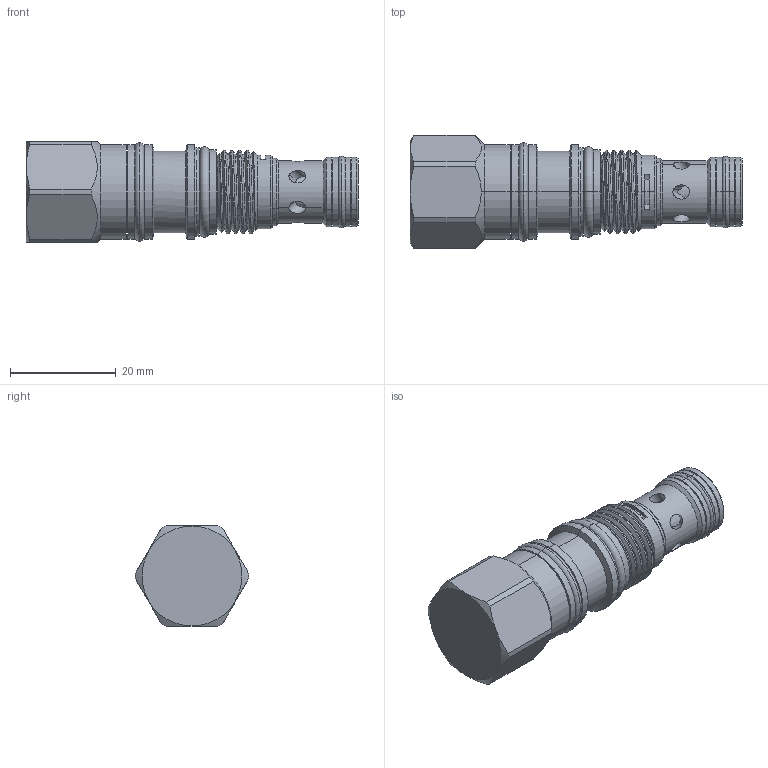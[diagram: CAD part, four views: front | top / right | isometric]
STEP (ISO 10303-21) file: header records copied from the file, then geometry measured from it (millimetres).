
FILE_DESCRIPTION (( 'STEP AP214' ), '1' );
FILE_NAME ('CO163A30(3C)-N.STEP', '2016-04-15T06:34:09', ( '' ), ( '' ), 'SwSTEP 2.0', 'SolidWorks 2012', '' );
FILE_SCHEMA (( 'AUTOMOTIVE_DESIGN' ));
Length unit declared in the file: millimetre
Products named in the file (1): CO163A30(3C)-N
Bounding box: 62.77 x 21.4 x 19.05 mm (x, y, z)
Volume: 12694.7 mm3; surface area: 6121.5 mm2
Topology: 7 solids, 8 shells, 193 faces, 451 edges, 282 vertices
Faces by surface type: cylinder 101, cone 41, plane 28, torus 18, bspline 3, sphere 2
Entity records: 7568 total; most frequent: CARTESIAN_POINT 3084, DIRECTION 946, ORIENTED_EDGE 902, EDGE_CURVE 451, AXIS2_PLACEMENT_3D 405, VERTEX_POINT 282, EDGE_LOOP 215, CIRCLE 214
